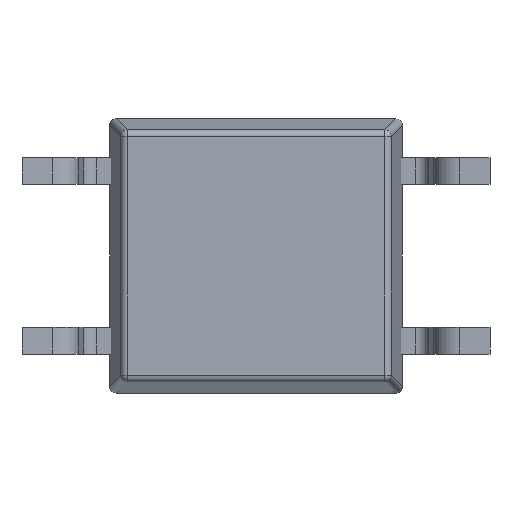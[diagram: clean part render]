
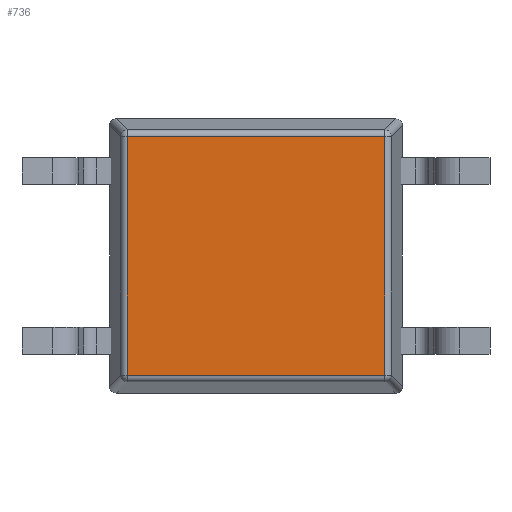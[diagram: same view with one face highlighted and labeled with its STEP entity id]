
A CAD part, top view. The second image highlights one B-rep face of the part: STEP entity #736.
In plain terms, the highlighted planar face has unit normal (0, 0, 1).
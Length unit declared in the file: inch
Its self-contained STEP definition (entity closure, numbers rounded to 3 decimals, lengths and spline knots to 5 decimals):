
#225=DIRECTION('',(-1.,0.,0.));
#226=VECTOR('',#225,3.85289);
#227=CARTESIAN_POINT('',(1.92644,1.78535,1.025));
#228=LINE('',#227,#226);
#229=DIRECTION('',(1.,0.,0.));
#230=VECTOR('',#229,3.85289);
#231=CARTESIAN_POINT('',(-1.92644,-1.78535,1.025));
#232=LINE('',#231,#230);
#233=DIRECTION('',(0.,-1.,0.));
#234=VECTOR('',#233,3.57071);
#235=CARTESIAN_POINT('',(-1.92644,1.78535,1.025));
#236=LINE('',#235,#234);
#257=DIRECTION('',(0.,-1.,0.));
#258=VECTOR('',#257,3.57071);
#259=CARTESIAN_POINT('',(1.92644,1.78535,1.025));
#260=LINE('',#259,#258);
#338=CARTESIAN_POINT('',(1.92644,1.78535,1.025));
#339=VERTEX_POINT('',#338);
#340=CARTESIAN_POINT('',(-1.92644,1.78535,1.025));
#341=VERTEX_POINT('',#340);
#370=CARTESIAN_POINT('',(1.92644,-1.78535,1.025));
#371=VERTEX_POINT('',#370);
#372=CARTESIAN_POINT('',(-1.92644,-1.78535,1.025));
#373=VERTEX_POINT('',#372);
#722=CARTESIAN_POINT('',(-1.92644,2.05,1.025));
#723=DIRECTION('',(0.,0.,1.));
#724=DIRECTION('',(1.,0.,0.));
#725=AXIS2_PLACEMENT_3D('',#722,#723,#724);
#726=PLANE('',#725);
#728=ORIENTED_EDGE('',*,*,#727,.F.);
#730=ORIENTED_EDGE('',*,*,#729,.T.);
#732=ORIENTED_EDGE('',*,*,#731,.F.);
#733=ORIENTED_EDGE('',*,*,#714,.F.);
#734=EDGE_LOOP('',(#728,#730,#732,#733));
#735=FACE_OUTER_BOUND('',#734,.F.);
#736=ADVANCED_FACE('',(#735),#726,.T.);
#714=EDGE_CURVE('',#341,#373,#236,.T.);
#727=EDGE_CURVE('',#339,#341,#228,.T.);
#729=EDGE_CURVE('',#339,#371,#260,.T.);
#731=EDGE_CURVE('',#373,#371,#232,.T.);
